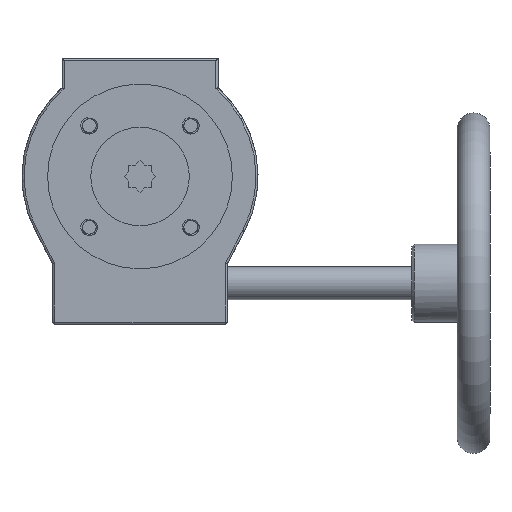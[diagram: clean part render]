
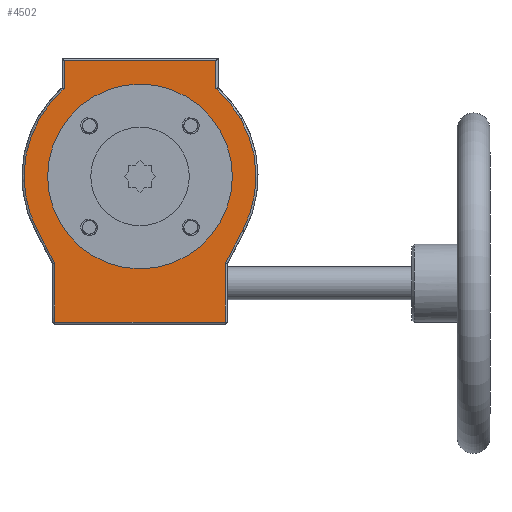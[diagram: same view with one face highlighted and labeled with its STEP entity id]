
A CAD part, front view. The second image highlights one B-rep face of the part: STEP entity #4502.
In plain terms, the highlighted planar face has unit normal (0, -1, 0).
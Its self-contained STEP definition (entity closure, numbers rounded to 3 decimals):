
#62=FACE_BOUND('',#915,.T.);
#418=PLANE('',#4892);
#630=FACE_OUTER_BOUND('',#914,.T.);
#914=EDGE_LOOP('',(#3630,#3631,#3632,#3633,#3634,#3635,#3636,#3637,#3638,
#3639));
#915=EDGE_LOOP('',(#3640));
#1142=LINE('',#13122,#1404);
#1145=LINE('',#13132,#1407);
#1146=LINE('',#13136,#1408);
#1172=LINE('',#13357,#1434);
#1173=LINE('',#13377,#1435);
#1174=LINE('',#13381,#1436);
#1175=LINE('',#13385,#1437);
#1176=LINE('',#13403,#1438);
#1404=VECTOR('',#5503,10.);
#1407=VECTOR('',#5516,10.);
#1408=VECTOR('',#5521,10.);
#1434=VECTOR('',#5635,10.);
#1435=VECTOR('',#5642,10.);
#1436=VECTOR('',#5647,10.);
#1437=VECTOR('',#5652,10.);
#1438=VECTOR('',#5657,10.);
#1599=CIRCLE('',#4863,56.5);
#1601=CIRCLE('',#4872,56.5);
#1606=CIRCLE('',#4890,45.);
#1916=VERTEX_POINT('',#13115);
#1918=VERTEX_POINT('',#13120);
#1920=VERTEX_POINT('',#13127);
#1921=VERTEX_POINT('',#13134);
#1944=VERTEX_POINT('',#13355);
#1945=VERTEX_POINT('',#13359);
#1946=VERTEX_POINT('',#13376);
#1947=VERTEX_POINT('',#13380);
#1948=VERTEX_POINT('',#13384);
#1949=VERTEX_POINT('',#13401);
#1954=VERTEX_POINT('',#13429);
#2459=EDGE_CURVE('',#1918,#1916,#1142,.T.);
#2465=EDGE_CURVE('',#1916,#1920,#1145,.T.);
#2467=EDGE_CURVE('',#1920,#1921,#1146,.T.);
#2519=EDGE_CURVE('',#1921,#1944,#1172,.T.);
#2520=EDGE_CURVE('',#1944,#1945,#1599,.T.);
#2522=EDGE_CURVE('',#1945,#1946,#1173,.T.);
#2524=EDGE_CURVE('',#1946,#1947,#1174,.T.);
#2526=EDGE_CURVE('',#1947,#1948,#1175,.T.);
#2529=EDGE_CURVE('',#1949,#1918,#1176,.T.);
#2530=EDGE_CURVE('',#1948,#1949,#1601,.T.);
#2538=EDGE_CURVE('',#1954,#1954,#1606,.T.);
#3630=ORIENTED_EDGE('',*,*,#2529,.F.);
#3631=ORIENTED_EDGE('',*,*,#2530,.F.);
#3632=ORIENTED_EDGE('',*,*,#2526,.F.);
#3633=ORIENTED_EDGE('',*,*,#2524,.F.);
#3634=ORIENTED_EDGE('',*,*,#2522,.F.);
#3635=ORIENTED_EDGE('',*,*,#2520,.F.);
#3636=ORIENTED_EDGE('',*,*,#2519,.F.);
#3637=ORIENTED_EDGE('',*,*,#2467,.F.);
#3638=ORIENTED_EDGE('',*,*,#2465,.F.);
#3639=ORIENTED_EDGE('',*,*,#2459,.F.);
#3640=ORIENTED_EDGE('',*,*,#2538,.T.);
#4502=ADVANCED_FACE('',(#630,#62),#418,.F.);
#4863=AXIS2_PLACEMENT_3D('',#13360,#5638,#5639);
#4872=AXIS2_PLACEMENT_3D('',#13405,#5660,#5661);
#4890=AXIS2_PLACEMENT_3D('',#13431,#5699,#5700);
#4892=AXIS2_PLACEMENT_3D('',#13433,#5703,#5704);
#5503=DIRECTION('',(0.,0.,-1.));
#5516=DIRECTION('',(-1.,0.,0.));
#5521=DIRECTION('',(0.,0.,1.));
#5635=DIRECTION('',(-0.467,0.,0.884));
#5638=DIRECTION('center_axis',(0.,1.,0.));
#5639=DIRECTION('ref_axis',(-0.984,0.,0.18));
#5642=DIRECTION('',(0.,0.,1.));
#5647=DIRECTION('',(1.,0.,0.));
#5652=DIRECTION('',(0.,0.,-1.));
#5657=DIRECTION('',(-0.467,0.,-0.884));
#5660=DIRECTION('center_axis',(0.,1.,0.));
#5661=DIRECTION('ref_axis',(0.984,0.,0.18));
#5699=DIRECTION('center_axis',(0.,1.,0.));
#5700=DIRECTION('ref_axis',(1.,0.,0.));
#5703=DIRECTION('center_axis',(0.,1.,0.));
#5704=DIRECTION('ref_axis',(1.,0.,0.));
#13115=CARTESIAN_POINT('',(41.5,0.,-71.));
#13120=CARTESIAN_POINT('',(41.5,0.,-42.405));
#13122=CARTESIAN_POINT('',(41.5,0.,-24.951));
#13127=CARTESIAN_POINT('',(-41.5,0.,-71.));
#13132=CARTESIAN_POINT('',(21.25,0.,-71.));
#13134=CARTESIAN_POINT('',(-41.5,0.,-42.405));
#13136=CARTESIAN_POINT('',(-41.5,0.,-39.625));
#13355=CARTESIAN_POINT('',(-49.96,0.,-26.387));
#13357=CARTESIAN_POINT('',(-44.291,0.,-37.12));
#13359=CARTESIAN_POINT('',(-37.,0.,42.7));
#13360=CARTESIAN_POINT('Origin',(0.,0.,0.));
#13376=CARTESIAN_POINT('',(-37.,0.,56.5));
#13377=CARTESIAN_POINT('',(-37.,0.,17.952));
#13380=CARTESIAN_POINT('',(37.,0.,56.5));
#13381=CARTESIAN_POINT('',(-19.,0.,56.5));
#13384=CARTESIAN_POINT('',(37.,0.,42.7));
#13385=CARTESIAN_POINT('',(37.,0.,25.125));
#13401=CARTESIAN_POINT('',(49.96,0.,-26.387));
#13403=CARTESIAN_POINT('',(48.463,0.,-29.221));
#13405=CARTESIAN_POINT('Origin',(0.,0.,0.));
#13429=CARTESIAN_POINT('',(-45.,0.,0.));
#13431=CARTESIAN_POINT('Origin',(0.,0.,0.));
#13433=CARTESIAN_POINT('Origin',(0.,0.,-7.25));
